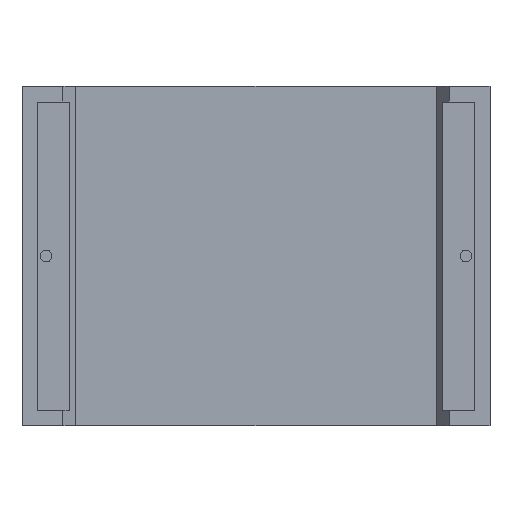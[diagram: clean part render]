
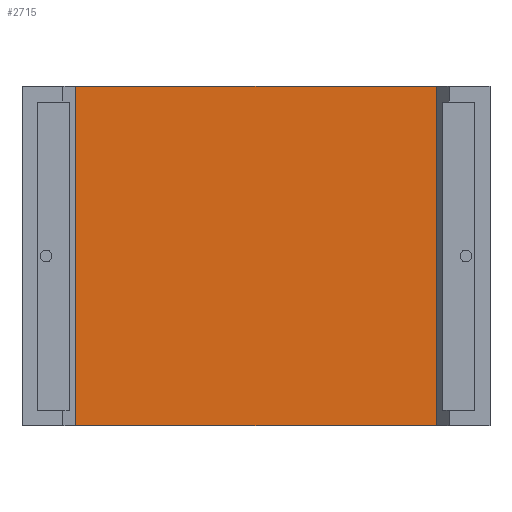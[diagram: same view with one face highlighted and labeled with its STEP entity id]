
A CAD part, front view. The second image highlights one B-rep face of the part: STEP entity #2715.
In plain terms, the highlighted planar face has unit normal (0, -1, 0).
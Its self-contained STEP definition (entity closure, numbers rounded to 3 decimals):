
#17 = DIRECTION ( 'NONE',  ( -1., 0., 0. ) ) ;
#131 = VERTEX_POINT ( 'NONE', #662 ) ;
#192 = CARTESIAN_POINT ( 'NONE',  ( 4.811, 1.555, 0. ) ) ;
#322 = LINE ( 'NONE', #611, #2353 ) ;
#479 = CARTESIAN_POINT ( 'NONE',  ( 20.9, 1.555, 0. ) ) ;
#489 = ORIENTED_EDGE ( 'NONE', *, *, #1588, .F. ) ;
#611 = CARTESIAN_POINT ( 'NONE',  ( 36.989, 1.555, 0. ) ) ;
#662 = CARTESIAN_POINT ( 'NONE',  ( 36.989, 1.555, 30.3 ) ) ;
#758 = DIRECTION ( 'NONE',  ( -1., 0., 0. ) ) ;
#769 = PLANE ( 'NONE',  #1854 ) ;
#794 = VECTOR ( 'NONE', #758, 1000. ) ;
#826 = DIRECTION ( 'NONE',  ( 0., 1., 0. ) ) ;
#1051 = EDGE_CURVE ( 'NONE', #2558, #2350, #1982, .T. ) ;
#1054 = CARTESIAN_POINT ( 'NONE',  ( 4.811, 1.555, 30.3 ) ) ;
#1095 = DIRECTION ( 'NONE',  ( -1., 0., 0. ) ) ;
#1193 = VECTOR ( 'NONE', #2033, 1000. ) ;
#1196 = CARTESIAN_POINT ( 'NONE',  ( 20.9, 1.555, 30.3 ) ) ;
#1288 = VERTEX_POINT ( 'NONE', #1710 ) ;
#1315 = EDGE_CURVE ( 'NONE', #131, #2350, #1661, .T. ) ;
#1588 = EDGE_CURVE ( 'NONE', #1288, #2558, #2602, .T. ) ;
#1661 = LINE ( 'NONE', #1196, #2433 ) ;
#1709 = ORIENTED_EDGE ( 'NONE', *, *, #1051, .F. ) ;
#1710 = CARTESIAN_POINT ( 'NONE',  ( 36.989, 1.555, 0. ) ) ;
#1755 = CARTESIAN_POINT ( 'NONE',  ( 4.811, 1.555, 0. ) ) ;
#1854 = AXIS2_PLACEMENT_3D ( 'NONE', #2218, #826, #1095 ) ;
#1982 = LINE ( 'NONE', #1755, #1193 ) ;
#2007 = DIRECTION ( 'NONE',  ( 0., 0., 1. ) ) ;
#2033 = DIRECTION ( 'NONE',  ( 0., 0., 1. ) ) ;
#2218 = CARTESIAN_POINT ( 'NONE',  ( 20.9, 1.555, 0. ) ) ;
#2350 = VERTEX_POINT ( 'NONE', #1054 ) ;
#2353 = VECTOR ( 'NONE', #2007, 1000. ) ;
#2383 = EDGE_LOOP ( 'NONE', ( #2730, #1709, #489, #2750 ) ) ;
#2433 = VECTOR ( 'NONE', #17, 1000. ) ;
#2558 = VERTEX_POINT ( 'NONE', #192 ) ;
#2602 = LINE ( 'NONE', #479, #794 ) ;
#2715 = ADVANCED_FACE ( 'NONE', ( #2887 ), #769, .F. ) ;
#2730 = ORIENTED_EDGE ( 'NONE', *, *, #1315, .T. ) ;
#2750 = ORIENTED_EDGE ( 'NONE', *, *, #2983, .T. ) ;
#2887 = FACE_OUTER_BOUND ( 'NONE', #2383, .T. ) ;
#2983 = EDGE_CURVE ( 'NONE', #1288, #131, #322, .T. ) ;
